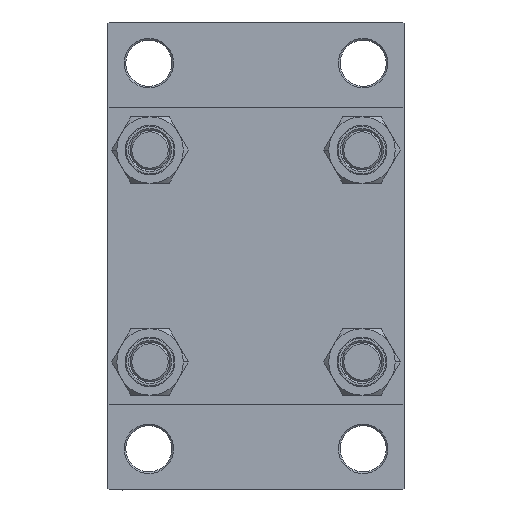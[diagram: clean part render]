
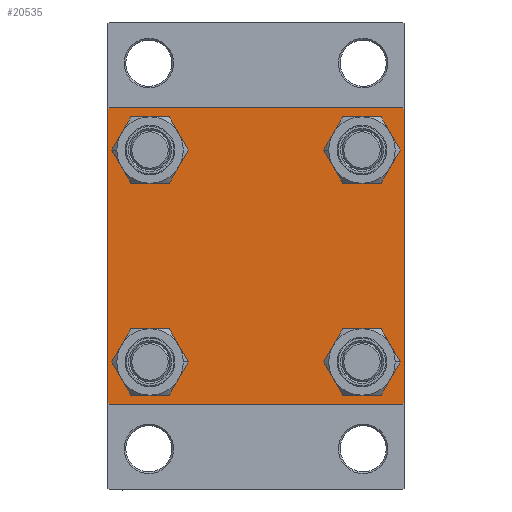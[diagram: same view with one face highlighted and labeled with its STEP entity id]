
A CAD part, left-side view. The second image highlights one B-rep face of the part: STEP entity #20535.
In plain terms, the highlighted planar face has unit normal (-1, 0, 0).
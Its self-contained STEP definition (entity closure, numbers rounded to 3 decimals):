
#13 = VERTEX_POINT ( 'NONE', #46871 ) ;
#176 = CARTESIAN_POINT ( 'NONE',  ( 0., -32.15, 38.65 ) ) ;
#494 = DIRECTION ( 'NONE',  ( 0., 0., 1. ) ) ;
#712 = LINE ( 'NONE', #46391, #19102 ) ;
#829 = ORIENTED_EDGE ( 'NONE', *, *, #34618, .T. ) ;
#839 = CARTESIAN_POINT ( 'NONE',  ( 0., 32.15, 38.65 ) ) ;
#849 = CARTESIAN_POINT ( 'NONE',  ( 0., 32.15, -32.15 ) ) ;
#999 = ORIENTED_EDGE ( 'NONE', *, *, #12532, .T. ) ;
#1546 = VERTEX_POINT ( 'NONE', #176 ) ;
#1615 = AXIS2_PLACEMENT_3D ( 'NONE', #48786, #22238, #14768 ) ;
#1717 = AXIS2_PLACEMENT_3D ( 'NONE', #849, #5790, #17689 ) ;
#2052 = LINE ( 'NONE', #23957, #30977 ) ;
#2249 = VECTOR ( 'NONE', #48412, 1000. ) ;
#2521 = EDGE_LOOP ( 'NONE', ( #33516, #21045 ) ) ;
#2840 = CARTESIAN_POINT ( 'NONE',  ( 0., 32.15, 32.15 ) ) ;
#4106 = ORIENTED_EDGE ( 'NONE', *, *, #34464, .T. ) ;
#4748 = VECTOR ( 'NONE', #40031, 1000. ) ;
#5309 = LINE ( 'NONE', #40265, #4748 ) ;
#5414 = CARTESIAN_POINT ( 'NONE',  ( 0., -32.15, -38.65 ) ) ;
#5790 = DIRECTION ( 'NONE',  ( 1., 0., 0. ) ) ;
#5827 = EDGE_CURVE ( 'NONE', #27973, #41296, #17992, .T. ) ;
#7353 = AXIS2_PLACEMENT_3D ( 'NONE', #11121, #26055, #23062 ) ;
#7568 = FACE_OUTER_BOUND ( 'NONE', #31808, .T. ) ;
#7685 = AXIS2_PLACEMENT_3D ( 'NONE', #2840, #40121, #29436 ) ;
#7907 = CARTESIAN_POINT ( 'NONE',  ( 0., 32.15, -25.65 ) ) ;
#7985 = ORIENTED_EDGE ( 'NONE', *, *, #37601, .F. ) ;
#8970 = CARTESIAN_POINT ( 'NONE',  ( 0., 32.15, -38.65 ) ) ;
#9581 = EDGE_CURVE ( 'NONE', #27419, #12293, #44924, .T. ) ;
#9806 = CARTESIAN_POINT ( 'NONE',  ( 0., -44.75, -44.75 ) ) ;
#10519 = VERTEX_POINT ( 'NONE', #45970 ) ;
#10549 = PLANE ( 'NONE',  #1615 ) ;
#10939 = CARTESIAN_POINT ( 'NONE',  ( 0., 44.5, 45. ) ) ;
#11121 = CARTESIAN_POINT ( 'NONE',  ( 0., -32.15, -32.15 ) ) ;
#11322 = CARTESIAN_POINT ( 'NONE',  ( 0., -45., -44.5 ) ) ;
#11563 = CARTESIAN_POINT ( 'NONE',  ( 0., 45., -44.5 ) ) ;
#11792 = ORIENTED_EDGE ( 'NONE', *, *, #25523, .T. ) ;
#12152 = LINE ( 'NONE', #27335, #33321 ) ;
#12156 = DIRECTION ( 'NONE',  ( 1., 0., 0. ) ) ;
#12293 = VERTEX_POINT ( 'NONE', #8970 ) ;
#12451 = EDGE_CURVE ( 'NONE', #45360, #30770, #13897, .T. ) ;
#12532 = EDGE_CURVE ( 'NONE', #30770, #45450, #44690, .T. ) ;
#13897 = LINE ( 'NONE', #36771, #2249 ) ;
#14041 = ORIENTED_EDGE ( 'NONE', *, *, #47264, .T. ) ;
#14264 = FACE_BOUND ( 'NONE', #18349, .T. ) ;
#14584 = VECTOR ( 'NONE', #39164, 1000. ) ;
#14768 = DIRECTION ( 'NONE',  ( 0., 0., 1. ) ) ;
#15083 = VECTOR ( 'NONE', #32038, 1000. ) ;
#15217 = CIRCLE ( 'NONE', #26377, 6.5 ) ;
#16329 = EDGE_CURVE ( 'NONE', #38832, #45360, #12152, .T. ) ;
#16435 = EDGE_CURVE ( 'NONE', #38832, #13, #46419, .T. ) ;
#17360 = CARTESIAN_POINT ( 'NONE',  ( 0., 44.5, -45. ) ) ;
#17689 = DIRECTION ( 'NONE',  ( 0., 0., 1. ) ) ;
#17992 = CIRCLE ( 'NONE', #7685, 6.5 ) ;
#18162 = CIRCLE ( 'NONE', #24541, 6.5 ) ;
#18349 = EDGE_LOOP ( 'NONE', ( #11792, #34984 ) ) ;
#19102 = VECTOR ( 'NONE', #46151, 1000. ) ;
#19149 = VERTEX_POINT ( 'NONE', #46402 ) ;
#19311 = AXIS2_PLACEMENT_3D ( 'NONE', #37761, #45185, #494 ) ;
#19638 = CARTESIAN_POINT ( 'NONE',  ( 0., 45., 44.5 ) ) ;
#20383 = CARTESIAN_POINT ( 'NONE',  ( 0., 32.15, 25.65 ) ) ;
#20535 = ADVANCED_FACE ( 'NONE', ( #21982, #14264, #41605, #26220, #7568 ), #10549, .T. ) ;
#20877 = CARTESIAN_POINT ( 'NONE',  ( 0., 32.15, -32.15 ) ) ;
#20925 = EDGE_LOOP ( 'NONE', ( #26569, #4106 ) ) ;
#21045 = ORIENTED_EDGE ( 'NONE', *, *, #24344, .T. ) ;
#21982 = FACE_BOUND ( 'NONE', #2521, .T. ) ;
#22238 = DIRECTION ( 'NONE',  ( -1., 0., 0. ) ) ;
#22384 = ORIENTED_EDGE ( 'NONE', *, *, #12451, .T. ) ;
#23062 = DIRECTION ( 'NONE',  ( 0., 0., 1. ) ) ;
#23210 = CARTESIAN_POINT ( 'NONE',  ( 0., 32.15, 32.15 ) ) ;
#23299 = CIRCLE ( 'NONE', #19311, 6.5 ) ;
#23578 = EDGE_CURVE ( 'NONE', #12293, #27419, #27136, .T. ) ;
#23646 = DIRECTION ( 'NONE',  ( 0., 0., 1. ) ) ;
#23957 = CARTESIAN_POINT ( 'NONE',  ( 0., 45., -45. ) ) ;
#24141 = DIRECTION ( 'NONE',  ( 1., 0., 0. ) ) ;
#24344 = EDGE_CURVE ( 'NONE', #10519, #1546, #15217, .T. ) ;
#24541 = AXIS2_PLACEMENT_3D ( 'NONE', #29894, #48981, #26164 ) ;
#24758 = CARTESIAN_POINT ( 'NONE',  ( 0., -45., 44.5 ) ) ;
#25523 = EDGE_CURVE ( 'NONE', #28143, #40156, #46210, .T. ) ;
#26055 = DIRECTION ( 'NONE',  ( 1., 0., 0. ) ) ;
#26164 = DIRECTION ( 'NONE',  ( 0., 0., 1. ) ) ;
#26220 = FACE_BOUND ( 'NONE', #20925, .T. ) ;
#26377 = AXIS2_PLACEMENT_3D ( 'NONE', #31322, #12156, #46185 ) ;
#26569 = ORIENTED_EDGE ( 'NONE', *, *, #5827, .T. ) ;
#27136 = CIRCLE ( 'NONE', #1717, 6.5 ) ;
#27335 = CARTESIAN_POINT ( 'NONE',  ( 0., 44.75, 44.75 ) ) ;
#27419 = VERTEX_POINT ( 'NONE', #7907 ) ;
#27971 = ORIENTED_EDGE ( 'NONE', *, *, #9581, .T. ) ;
#27973 = VERTEX_POINT ( 'NONE', #839 ) ;
#28143 = VERTEX_POINT ( 'NONE', #33589 ) ;
#29436 = DIRECTION ( 'NONE',  ( 0., 0., 1. ) ) ;
#29582 = CARTESIAN_POINT ( 'NONE',  ( 0., 44.75, -44.75 ) ) ;
#29783 = ORIENTED_EDGE ( 'NONE', *, *, #16435, .F. ) ;
#29894 = CARTESIAN_POINT ( 'NONE',  ( 0., -32.15, -32.15 ) ) ;
#30694 = VERTEX_POINT ( 'NONE', #11322 ) ;
#30770 = VERTEX_POINT ( 'NONE', #11563 ) ;
#30823 = VECTOR ( 'NONE', #36293, 1000. ) ;
#30919 = DIRECTION ( 'NONE',  ( 1., 0., 0. ) ) ;
#30977 = VECTOR ( 'NONE', #35373, 1000. ) ;
#31322 = CARTESIAN_POINT ( 'NONE',  ( 0., -32.15, 32.15 ) ) ;
#31808 = EDGE_LOOP ( 'NONE', ( #22384, #999, #829, #14041, #7985, #34300, #29783, #32829 ) ) ;
#32038 = DIRECTION ( 'NONE',  ( 0., -1., 0. ) ) ;
#32829 = ORIENTED_EDGE ( 'NONE', *, *, #16329, .T. ) ;
#33142 = EDGE_LOOP ( 'NONE', ( #27971, #38038 ) ) ;
#33321 = VECTOR ( 'NONE', #34041, 1000. ) ;
#33516 = ORIENTED_EDGE ( 'NONE', *, *, #48783, .T. ) ;
#33589 = CARTESIAN_POINT ( 'NONE',  ( 0., -32.15, -25.65 ) ) ;
#34041 = DIRECTION ( 'NONE',  ( 0., 0.707, -0.707 ) ) ;
#34115 = AXIS2_PLACEMENT_3D ( 'NONE', #23210, #30919, #46029 ) ;
#34300 = ORIENTED_EDGE ( 'NONE', *, *, #40045, .T. ) ;
#34464 = EDGE_CURVE ( 'NONE', #41296, #27973, #39675, .T. ) ;
#34618 = EDGE_CURVE ( 'NONE', #45450, #19149, #2052, .T. ) ;
#34984 = ORIENTED_EDGE ( 'NONE', *, *, #37009, .T. ) ;
#35373 = DIRECTION ( 'NONE',  ( 0., -1., 0. ) ) ;
#35996 = CARTESIAN_POINT ( 'NONE',  ( 0., 45., 45. ) ) ;
#36293 = DIRECTION ( 'NONE',  ( 0., -0.707, -0.707 ) ) ;
#36544 = VERTEX_POINT ( 'NONE', #24758 ) ;
#36771 = CARTESIAN_POINT ( 'NONE',  ( 0., 45., 45. ) ) ;
#37009 = EDGE_CURVE ( 'NONE', #40156, #28143, #18162, .T. ) ;
#37601 = EDGE_CURVE ( 'NONE', #36544, #30694, #5309, .T. ) ;
#37761 = CARTESIAN_POINT ( 'NONE',  ( 0., -32.15, 32.15 ) ) ;
#38038 = ORIENTED_EDGE ( 'NONE', *, *, #23578, .T. ) ;
#38832 = VERTEX_POINT ( 'NONE', #10939 ) ;
#39164 = DIRECTION ( 'NONE',  ( 0., -0.707, 0.707 ) ) ;
#39675 = CIRCLE ( 'NONE', #34115, 6.5 ) ;
#40031 = DIRECTION ( 'NONE',  ( 0., 0., -1. ) ) ;
#40045 = EDGE_CURVE ( 'NONE', #36544, #13, #712, .T. ) ;
#40121 = DIRECTION ( 'NONE',  ( 1., 0., 0. ) ) ;
#40156 = VERTEX_POINT ( 'NONE', #5414 ) ;
#40265 = CARTESIAN_POINT ( 'NONE',  ( 0., -45., 45. ) ) ;
#41296 = VERTEX_POINT ( 'NONE', #20383 ) ;
#41605 = FACE_BOUND ( 'NONE', #33142, .T. ) ;
#44690 = LINE ( 'NONE', #29582, #30823 ) ;
#44924 = CIRCLE ( 'NONE', #45782, 6.5 ) ;
#45185 = DIRECTION ( 'NONE',  ( 1., 0., 0. ) ) ;
#45360 = VERTEX_POINT ( 'NONE', #19638 ) ;
#45450 = VERTEX_POINT ( 'NONE', #17360 ) ;
#45782 = AXIS2_PLACEMENT_3D ( 'NONE', #20877, #24141, #23646 ) ;
#45970 = CARTESIAN_POINT ( 'NONE',  ( 0., -32.15, 25.65 ) ) ;
#46029 = DIRECTION ( 'NONE',  ( 0., 0., 1. ) ) ;
#46151 = DIRECTION ( 'NONE',  ( 0., 0.707, 0.707 ) ) ;
#46185 = DIRECTION ( 'NONE',  ( 0., 0., 1. ) ) ;
#46210 = CIRCLE ( 'NONE', #7353, 6.5 ) ;
#46391 = CARTESIAN_POINT ( 'NONE',  ( 0., -44.75, 44.75 ) ) ;
#46402 = CARTESIAN_POINT ( 'NONE',  ( 0., -44.5, -45. ) ) ;
#46419 = LINE ( 'NONE', #35996, #15083 ) ;
#46584 = LINE ( 'NONE', #9806, #14584 ) ;
#46871 = CARTESIAN_POINT ( 'NONE',  ( 0., -44.5, 45. ) ) ;
#47264 = EDGE_CURVE ( 'NONE', #19149, #30694, #46584, .T. ) ;
#48412 = DIRECTION ( 'NONE',  ( 0., 0., -1. ) ) ;
#48783 = EDGE_CURVE ( 'NONE', #1546, #10519, #23299, .T. ) ;
#48786 = CARTESIAN_POINT ( 'NONE',  ( 0., 0., 0. ) ) ;
#48981 = DIRECTION ( 'NONE',  ( 1., 0., 0. ) ) ;
